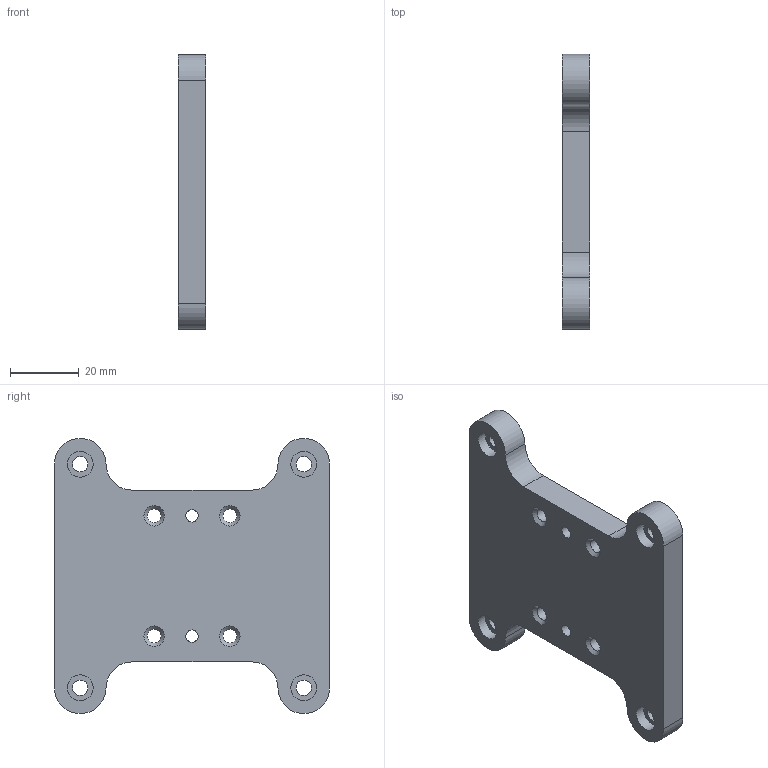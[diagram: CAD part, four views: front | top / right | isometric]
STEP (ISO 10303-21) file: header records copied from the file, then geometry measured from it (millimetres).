
FILE_DESCRIPTION(/* description */ ('STEP AP242','CAx-IF Rec.Pracs.---Representation and Presentation of Product Manufacturing Information (PMI)---4.0---2014-10-13','CAx-IF Rec.Pracs.---3D Tessellated Geometry---0.4---2014-09-14','2;1'),/* implementation_level */ '2;1');
FILE_NAME(/* name */ '648735a69dacf837aa530502',/* time_stamp */ '2023-06-12T15:11:35Z',/* author */ (''),/* organization */ (''),/* preprocessor_version */ 'ST-DEVELOPER v19.4',/* originating_system */ ' ',/* authorisation */ ' ');
FILE_SCHEMA (('AP242_MANAGED_MODEL_BASED_3D_ENGINEERING_MIM_LF { 1 0 10303 442 1 1 4 }'));
Length unit declared in the file: metre
Products named in the file (1): Mount
Bounding box: 8 x 80 x 80 mm (x, y, z)
Volume: 37172.1 mm3; surface area: 13373.2 mm2
Topology: 1 solids, 1 shells, 40 faces, 100 edges, 68 vertices
Faces by surface type: cylinder 24, plane 12, cone 4
Full cylindrical faces by diameter (mm): 3.6 x2, 4 x4, 4.5 x4, 6 x2, 7.5 x4
Entity records: 1118 total; most frequent: DIRECTION 206, CARTESIAN_POINT 173, ORIENTED_EDGE 144, AXIS2_PLACEMENT_3D 93, EDGE_LOOP 86, FACE_BOUND 86, EDGE_CURVE 72, VERTEX_POINT 60
